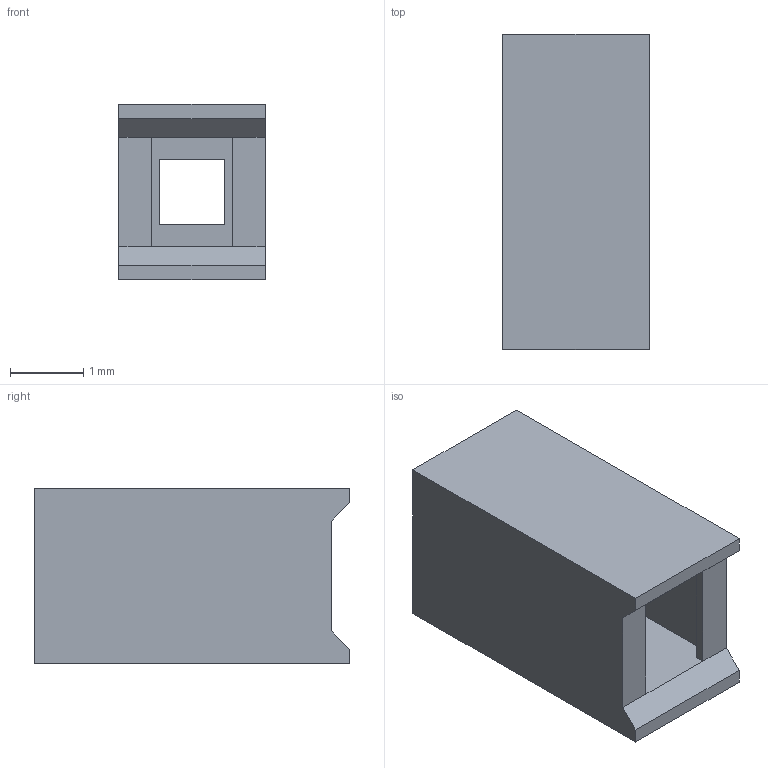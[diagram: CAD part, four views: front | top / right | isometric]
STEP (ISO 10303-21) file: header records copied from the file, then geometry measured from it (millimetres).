
FILE_DESCRIPTION(/* description */ (''),/* implementation_level */ '2;1');
FILE_NAME(/* name */ '',/* time_stamp */ '2023-03-11T23:16:33+03:00',/* author */ ('Ilyzv'),/* organization */ (''),/* preprocessor_version */ 'ST-DEVELOPER v19.2',/* originating_system */ 'Autodesk Inventor 2023',/* authorisation */ '');
FILE_SCHEMA (('AUTOMOTIVE_DESIGN { 1 0 10303 214 3 1 1 }'));
Length unit declared in the file: millimetre
Products named in the file (1): ДТАН.001.001.002_Пластик 
DS1026
Bounding box: 2 x 4.3 x 2.4 mm (x, y, z)
Volume: 11.3 mm3; surface area: 69.3 mm2
Topology: 1 solids, 1 shells, 28 faces, 70 edges, 44 vertices
Faces by surface type: plane 28
Entity records: 857 total; most frequent: CARTESIAN_POINT 143, ORIENTED_EDGE 140, DIRECTION 128, LINE 70, VECTOR 70, EDGE_CURVE 70, VERTEX_POINT 44, EDGE_LOOP 30
